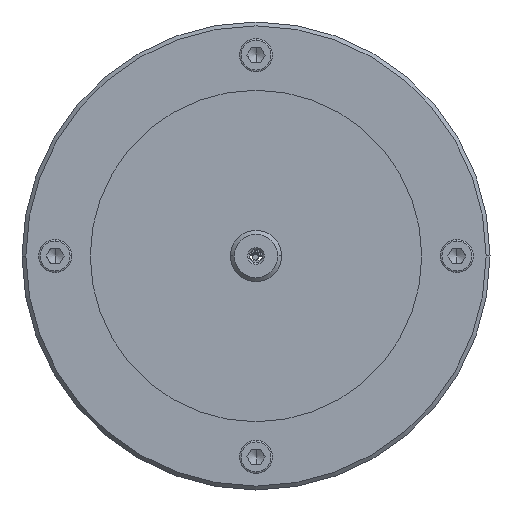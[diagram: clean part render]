
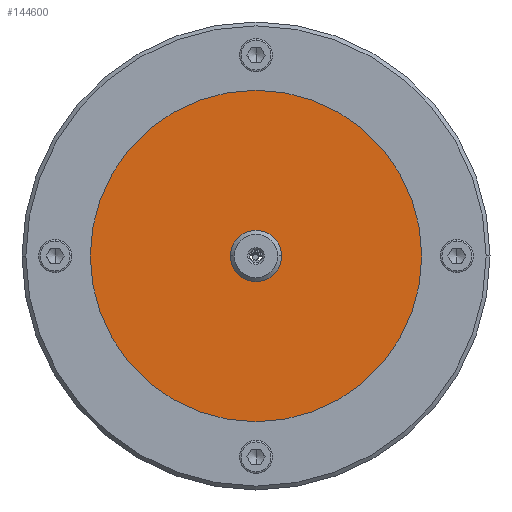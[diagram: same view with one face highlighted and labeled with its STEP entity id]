
A CAD part, front view. The second image highlights one B-rep face of the part: STEP entity #144600.
In plain terms, the highlighted planar face has unit normal (0, -1, 0).
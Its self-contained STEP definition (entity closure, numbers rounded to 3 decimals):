
#143440=CARTESIAN_POINT('',(83.579,-9.,
0.));
#143450=VERTEX_POINT('',#143440);
#143610=CARTESIAN_POINT('',(70.422,-9.,0.));
#143620=VERTEX_POINT('',#143610);
#143650=CARTESIAN_POINT('',(77.,-9.,0.));
#143660=DIRECTION('',(0.,-1.,0.));
#143670=DIRECTION('',(-1.,0.,0.));
#143680=AXIS2_PLACEMENT_3D('',#143650,#143660,#143670);
#143690=CIRCLE('',#143680,6.579);
#143700=EDGE_CURVE('',#143450,#143620,#143690,.T.);
#143750=CARTESIAN_POINT('',(43.711,-9.,
0.));
#143760=DIRECTION('',(0.,-1.,0.));
#143770=DIRECTION('',(1.,0.,0.));
#143780=AXIS2_PLACEMENT_3D('',#143750,#143760,#143770);
#143790=PLANE('',#143780);
#143800=CARTESIAN_POINT('',(25.5,-9.,0.
));
#143810=DIRECTION('',(-0.,1.,0.));
#143820=DIRECTION('',(-1.,0.,0.));
#143830=AXIS2_PLACEMENT_3D('',#143800,#143810,#143820);
#143840=CIRCLE('',#143830,2.75);
#143850=CARTESIAN_POINT('',(22.75,-9.,
0.));
#143860=VERTEX_POINT('',#143850);
#143870=CARTESIAN_POINT('',(28.25,-9.,0.
));
#143880=VERTEX_POINT('',#143870);
#143890=EDGE_CURVE('',#143860,#143880,#143840,.T.);
#143900=ORIENTED_EDGE('',*,*,#143890,.T.);
#143910=EDGE_CURVE('',#143880,#143860,#143840,.T.);
#143920=ORIENTED_EDGE('',*,*,#143910,.T.);
#143930=EDGE_LOOP('',(#143920,#143900));
#143940=FACE_BOUND('',#143930,.T.);
#143950=CARTESIAN_POINT('',(77.,-9.,51.5));
#143960=DIRECTION('',(-0.,1.,0.));
#143970=DIRECTION('',(-1.,0.,0.));
#143980=AXIS2_PLACEMENT_3D('',#143950,#143960,#143970);
#143990=CIRCLE('',#143980,2.75);
#144000=CARTESIAN_POINT('',(74.25,-9.,51.5));
#144010=VERTEX_POINT('',#144000);
#144020=CARTESIAN_POINT('',(79.75,-9.,51.5));
#144030=VERTEX_POINT('',#144020);
#144040=EDGE_CURVE('',#144010,#144030,#143990,.T.);
#144050=ORIENTED_EDGE('',*,*,#144040,.T.);
#144060=EDGE_CURVE('',#144030,#144010,#143990,.T.);
#144070=ORIENTED_EDGE('',*,*,#144060,.T.);
#144080=EDGE_LOOP('',(#144070,#144050));
#144090=FACE_BOUND('',#144080,.T.);
#144100=CARTESIAN_POINT('',(128.5,-9.,
0.));
#144110=DIRECTION('',(-0.,1.,0.));
#144120=DIRECTION('',(-1.,0.,0.));
#144130=AXIS2_PLACEMENT_3D('',#144100,#144110,#144120);
#144140=CIRCLE('',#144130,2.75);
#144150=CARTESIAN_POINT('',(125.75,-9.,
0.));
#144160=VERTEX_POINT('',#144150);
#144170=CARTESIAN_POINT('',(131.25,-9.,
0.));
#144180=VERTEX_POINT('',#144170);
#144190=EDGE_CURVE('',#144160,#144180,#144140,.T.);
#144200=ORIENTED_EDGE('',*,*,#144190,.T.);
#144210=EDGE_CURVE('',#144180,#144160,#144140,.T.);
#144220=ORIENTED_EDGE('',*,*,#144210,.T.);
#144230=EDGE_LOOP('',(#144220,#144200));
#144240=FACE_BOUND('',#144230,.T.);
#144250=CARTESIAN_POINT('',(77.,-9.,-51.5));
#144260=DIRECTION('',(-0.,1.,0.));
#144270=DIRECTION('',(-1.,0.,0.));
#144280=AXIS2_PLACEMENT_3D('',#144250,#144260,#144270);
#144290=CIRCLE('',#144280,2.75);
#144300=CARTESIAN_POINT('',(74.25,-9.,-51.5));
#144310=VERTEX_POINT('',#144300);
#144320=CARTESIAN_POINT('',(79.75,-9.,-51.5));
#144330=VERTEX_POINT('',#144320);
#144340=EDGE_CURVE('',#144310,#144330,#144290,.T.);
#144350=ORIENTED_EDGE('',*,*,#144340,.T.);
#144360=EDGE_CURVE('',#144330,#144310,#144290,.T.);
#144370=ORIENTED_EDGE('',*,*,#144360,.T.);
#144380=EDGE_LOOP('',(#144370,#144350));
#144390=FACE_BOUND('',#144380,.T.);
#144400=EDGE_CURVE('',#143620,#143450,#143690,.T.);
#144410=ORIENTED_EDGE('',*,*,#144400,.F.);
#144420=ORIENTED_EDGE('',*,*,#143700,.F.);
#144430=EDGE_LOOP('',(#144420,#144410));
#144440=FACE_BOUND('',#144430,.T.);
#144450=CARTESIAN_POINT('',(77.,-9.,0.));
#144460=DIRECTION('',(0.,-1.,0.));
#144470=DIRECTION('',(1.,0.,0.));
#144480=AXIS2_PLACEMENT_3D('',#144450,#144460,#144470);
#144490=CIRCLE('',#144480,59.);
#144500=CARTESIAN_POINT('',(18.,-9.,0.)
);
#144510=VERTEX_POINT('',#144500);
#144520=CARTESIAN_POINT('',(136.,-9.,0.)
);
#144530=VERTEX_POINT('',#144520);
#144540=EDGE_CURVE('',#144510,#144530,#144490,.T.);
#144550=ORIENTED_EDGE('',*,*,#144540,.T.);
#144560=EDGE_CURVE('',#144530,#144510,#144490,.T.);
#144570=ORIENTED_EDGE('',*,*,#144560,.T.);
#144580=EDGE_LOOP('',(#144570,#144550));
#144590=FACE_OUTER_BOUND('',#144580,.T.);
#144600=ADVANCED_FACE('',(#143940,#144090,#144240,#144390,#144440,
#144590),#143790,.T.);
